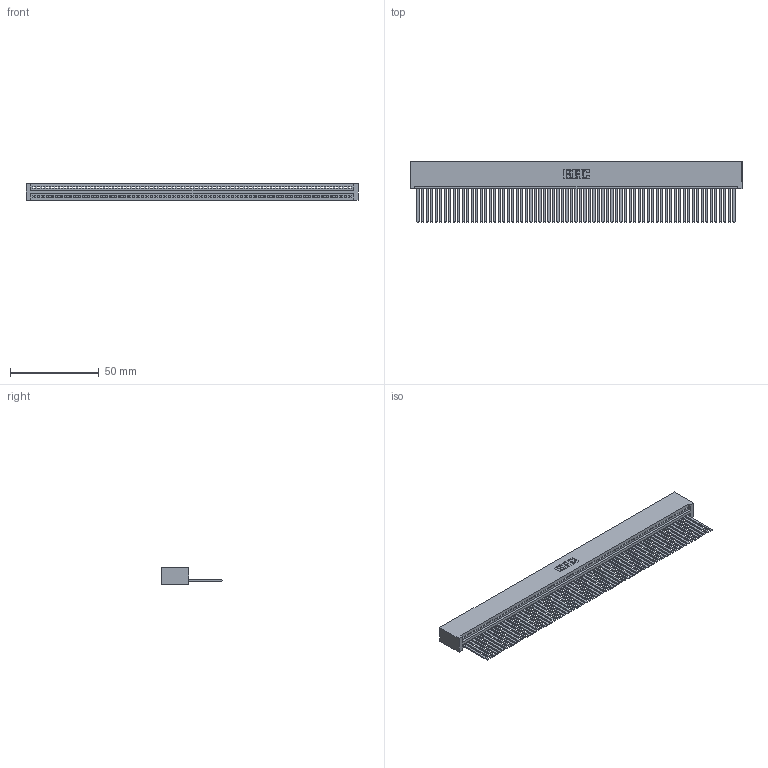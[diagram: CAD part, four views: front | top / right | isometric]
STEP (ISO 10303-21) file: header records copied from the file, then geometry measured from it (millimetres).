
FILE_DESCRIPTION (( 'STEP AP203' ), '1' );
FILE_NAME ('395-071-544-101.STEP', '2019-10-26T06:18:06', ( '' ), ( '' ), 'SwSTEP 2.0', 'SolidWorks 2016', '' );
FILE_SCHEMA (( 'CONFIG_CONTROL_DESIGN' ));
Length unit declared in the file: inch
Products named in the file (3): 395-071-544-101; 345-292-001_345-293-144; 345 Part_No Mounting Lugs
Assembly tree (72 placements, depth 2):
  395-071-544-101
    345 Part_No Mounting Lugs
    345-292-001_345-293-144  x71
Bounding box: 186.94 x 33.96 x 9.4 mm (x, y, z)
Volume: 19400.3 mm3; surface area: 28834.1 mm2
Topology: 72 solids, 72 shells, 3810 faces, 11535 edges, 7594 vertices
Faces by surface type: plane 2632, cylinder 1178
Entity records: 49071 total; most frequent: ORIENTED_EDGE 8510, CARTESIAN_POINT 8505, DIRECTION 7377, EDGE_CURVE 4255, VECTOR 3851, LINE 3851, VERTEX_POINT 2834, AXIS2_PLACEMENT_3D 1763
